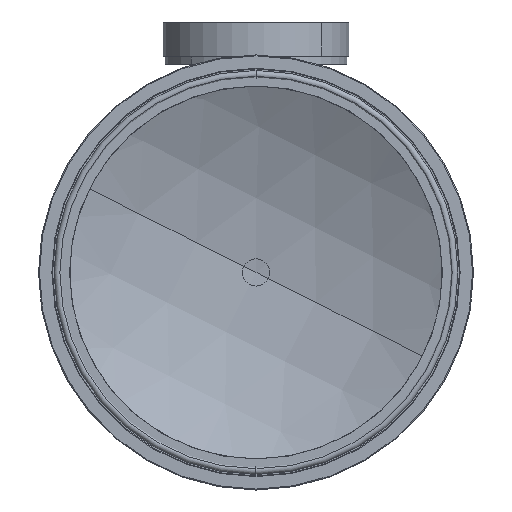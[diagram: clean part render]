
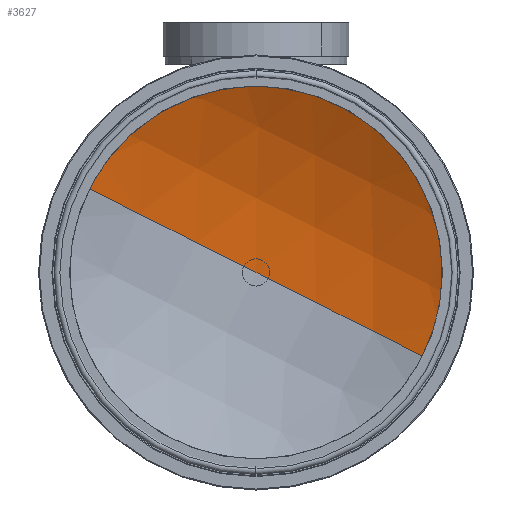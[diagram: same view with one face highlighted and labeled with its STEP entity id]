
A CAD part, front view. The second image highlights one B-rep face of the part: STEP entity #3627.
In plain terms, the highlighted spherical face has radius 318.77 mm.
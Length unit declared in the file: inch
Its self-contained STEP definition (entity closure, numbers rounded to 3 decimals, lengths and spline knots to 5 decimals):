
#888 = AXIS2_PLACEMENT_3D ( 'NONE', #2039, #2106, #2051 ) ;
#932 = CIRCLE ( 'NONE', #1040, 12.55001 ) ;
#970 = CIRCLE ( 'NONE', #888, 12.55001 ) ;
#998 = CIRCLE ( 'NONE', #1065, 6.1875 ) ;
#1040 = AXIS2_PLACEMENT_3D ( 'NONE', #1318, #1387, #1385 ) ;
#1065 = AXIS2_PLACEMENT_3D ( 'NONE', #1352, #1333, #1305 ) ;
#1305 = DIRECTION ( 'NONE',  ( -0.448, 0., -0.894 ) ) ;
#1318 = CARTESIAN_POINT ( 'NONE',  ( 0., -0.35001, 0. ) ) ;
#1333 = DIRECTION ( 'NONE',  ( 0., -1., 0. ) ) ;
#1352 = CARTESIAN_POINT ( 'NONE',  ( 0., 10.56867, 0. ) ) ;
#1385 = DIRECTION ( 'NONE',  ( -0.894, 0., 0.448 ) ) ;
#1387 = DIRECTION ( 'NONE',  ( -0.448, 0., -0.894 ) ) ;
#1527 = CARTESIAN_POINT ( 'NONE',  ( 0., 10.56867, 0. ) ) ;
#1528 = DIRECTION ( 'NONE',  ( 0., -1., 0. ) ) ;
#1529 = DIRECTION ( 'NONE',  ( -0.448, 0., -0.894 ) ) ;
#1831 = CARTESIAN_POINT ( 'NONE',  ( 5.53147, 10.56867, -2.77273 ) ) ;
#1909 = CARTESIAN_POINT ( 'NONE',  ( 0., 12.2, 0. ) ) ;
#2039 = CARTESIAN_POINT ( 'NONE',  ( 0., -0.35001, 0. ) ) ;
#2051 = DIRECTION ( 'NONE',  ( 0.894, 0., -0.448 ) ) ;
#2106 = DIRECTION ( 'NONE',  ( 0.448, 0., 0.894 ) ) ;
#2346 = EDGE_LOOP ( 'NONE', ( #3123, #2981, #3132, #3139 ) ) ;
#2615 = EDGE_CURVE ( 'NONE', #4718, #4584, #932, .T. ) ;
#2626 = EDGE_CURVE ( 'NONE', #2962, #3137, #998, .T. ) ;
#2659 = EDGE_CURVE ( 'NONE', #4718, #3137, #970, .T. ) ;
#2962 = VERTEX_POINT ( 'NONE', #3829 ) ;
#2981 = ORIENTED_EDGE ( 'NONE', *, *, #2659, .T. ) ;
#3123 = ORIENTED_EDGE ( 'NONE', *, *, #2615, .F. ) ;
#3132 = ORIENTED_EDGE ( 'NONE', *, *, #2626, .F. ) ;
#3137 = VERTEX_POINT ( 'NONE', #3869 ) ;
#3139 = ORIENTED_EDGE ( 'NONE', *, *, #3728, .F. ) ;
#3627 = ADVANCED_FACE ( 'NONE', ( #3946 ), #3947, .T. ) ;
#3728 = EDGE_CURVE ( 'NONE', #4584, #2962, #4258, .T. ) ;
#3829 = CARTESIAN_POINT ( 'NONE',  ( 2.77273, 10.56867, 5.53147 ) ) ;
#3869 = CARTESIAN_POINT ( 'NONE',  ( -5.53147, 10.56867, 2.77273 ) ) ;
#3943 = CARTESIAN_POINT ( 'NONE',  ( 0., -0.35001, 0. ) ) ;
#3946 = FACE_OUTER_BOUND ( 'NONE', #2346, .T. ) ;
#3947 = SPHERICAL_SURFACE ( 'NONE', #4304, 12.55001 ) ;
#3950 = DIRECTION ( 'NONE',  ( 0.448, 0., 0.894 ) ) ;
#3951 = DIRECTION ( 'NONE',  ( 0.894, 0., -0.448 ) ) ;
#4190 = AXIS2_PLACEMENT_3D ( 'NONE', #1527, #1528, #1529 ) ;
#4258 = CIRCLE ( 'NONE', #4190, 6.1875 ) ;
#4304 = AXIS2_PLACEMENT_3D ( 'NONE', #3943, #3950, #3951 ) ;
#4584 = VERTEX_POINT ( 'NONE', #1831 ) ;
#4718 = VERTEX_POINT ( 'NONE', #1909 ) ;
